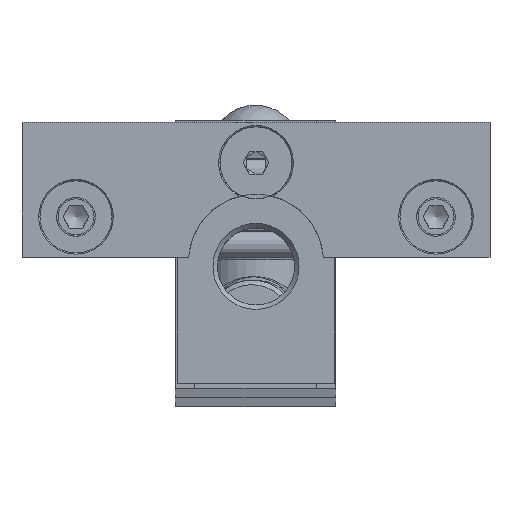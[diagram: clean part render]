
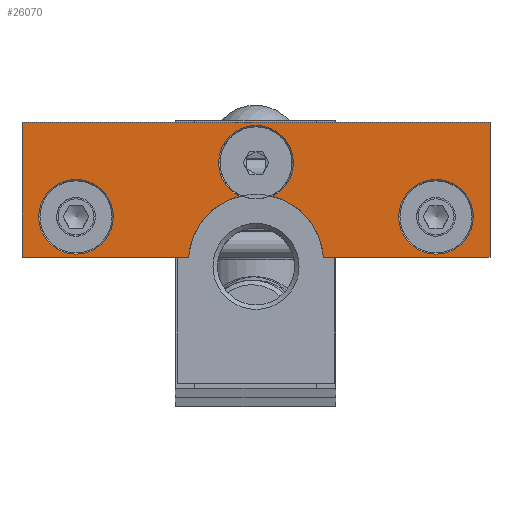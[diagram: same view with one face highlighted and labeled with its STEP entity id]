
A CAD part, top view. The second image highlights one B-rep face of the part: STEP entity #26070.
In plain terms, the highlighted planar face has unit normal (0, 0, 1).
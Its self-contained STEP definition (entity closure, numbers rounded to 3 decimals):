
#783=FACE_BOUND('',#6056,.T.);
#784=FACE_BOUND('',#6057,.T.);
#1271=PLANE('',#28668);
#1909=LINE('',#44893,#2898);
#1910=LINE('',#44895,#2899);
#1911=LINE('',#44897,#2900);
#1912=LINE('',#44899,#2901);
#1913=LINE('',#44900,#2902);
#2898=VECTOR('',#34494,10.);
#2899=VECTOR('',#34495,10.);
#2900=VECTOR('',#34496,10.);
#2901=VECTOR('',#34497,10.);
#2902=VECTOR('',#34498,10.);
#4666=FACE_OUTER_BOUND('',#6055,.T.);
#6055=EDGE_LOOP('',(#19328,#19329,#19330,#19331,#19332,#19333,#19334,#19335));
#6056=EDGE_LOOP('',(#19336));
#6057=EDGE_LOOP('',(#19337));
#8210=CIRCLE('',#28635,7.5);
#8212=CIRCLE('',#28637,7.5);
#8226=CIRCLE('',#28667,4.15);
#8227=CIRCLE('',#28669,4.15);
#8228=CIRCLE('',#28670,4.15);
#10816=VERTEX_POINT('',#44758);
#10817=VERTEX_POINT('',#44763);
#10820=VERTEX_POINT('',#44769);
#10821=VERTEX_POINT('',#44771);
#10857=VERTEX_POINT('',#44887);
#10858=VERTEX_POINT('',#44892);
#10859=VERTEX_POINT('',#44894);
#10860=VERTEX_POINT('',#44896);
#10861=VERTEX_POINT('',#44898);
#10862=VERTEX_POINT('',#44901);
#14085=EDGE_CURVE('',#10817,#10816,#8210,.T.);
#14089=EDGE_CURVE('',#10821,#10820,#8212,.T.);
#14136=EDGE_CURVE('',#10857,#10857,#8226,.T.);
#14138=EDGE_CURVE('',#10821,#10816,#8227,.T.);
#14139=EDGE_CURVE('',#10820,#10858,#1909,.T.);
#14140=EDGE_CURVE('',#10858,#10859,#1910,.T.);
#14141=EDGE_CURVE('',#10859,#10860,#1911,.T.);
#14142=EDGE_CURVE('',#10860,#10861,#1912,.T.);
#14143=EDGE_CURVE('',#10861,#10817,#1913,.T.);
#14144=EDGE_CURVE('',#10862,#10862,#8228,.T.);
#19328=ORIENTED_EDGE('',*,*,#14138,.F.);
#19329=ORIENTED_EDGE('',*,*,#14089,.T.);
#19330=ORIENTED_EDGE('',*,*,#14139,.T.);
#19331=ORIENTED_EDGE('',*,*,#14140,.T.);
#19332=ORIENTED_EDGE('',*,*,#14141,.T.);
#19333=ORIENTED_EDGE('',*,*,#14142,.T.);
#19334=ORIENTED_EDGE('',*,*,#14143,.T.);
#19335=ORIENTED_EDGE('',*,*,#14085,.T.);
#19336=ORIENTED_EDGE('',*,*,#14144,.F.);
#19337=ORIENTED_EDGE('',*,*,#14136,.F.);
#26070=ADVANCED_FACE('',(#4666,#783,#784),#1271,.T.);
#28635=AXIS2_PLACEMENT_3D('',#44764,#34396,#34397);
#28637=AXIS2_PLACEMENT_3D('',#44772,#34402,#34403);
#28667=AXIS2_PLACEMENT_3D('',#44888,#34487,#34488);
#28668=AXIS2_PLACEMENT_3D('',#44890,#34490,#34491);
#28669=AXIS2_PLACEMENT_3D('',#44891,#34492,#34493);
#28670=AXIS2_PLACEMENT_3D('',#44902,#34499,#34500);
#34396=DIRECTION('center_axis',(0.,0.,
-1.));
#34397=DIRECTION('ref_axis',(0.998,0.067,0.));
#34402=DIRECTION('center_axis',(0.,0.,
-1.));
#34403=DIRECTION('ref_axis',(0.998,0.067,0.));
#34487=DIRECTION('center_axis',(0.,0.,
1.));
#34488=DIRECTION('ref_axis',(-1.,0.,0.));
#34490=DIRECTION('center_axis',(0.,0.,
1.));
#34491=DIRECTION('ref_axis',(1.,0.,0.));
#34492=DIRECTION('center_axis',(0.,0.,
1.));
#34493=DIRECTION('ref_axis',(-1.,0.,0.));
#34494=DIRECTION('',(1.,0.,0.));
#34495=DIRECTION('',(0.,1.,0.));
#34496=DIRECTION('',(-1.,0.,0.));
#34497=DIRECTION('',(0.,-1.,0.));
#34498=DIRECTION('',(1.,0.,0.));
#34499=DIRECTION('center_axis',(0.,0.,
1.));
#34500=DIRECTION('ref_axis',(-1.,0.,0.));
#44758=CARTESIAN_POINT('',(-1.777,6.374,320.));
#44763=CARTESIAN_POINT('',(-7.433,-0.4,320.));
#44764=CARTESIAN_POINT('Origin',(0.05,-0.9,
320.));
#44769=CARTESIAN_POINT('',(7.533,-0.4,320.));
#44771=CARTESIAN_POINT('',(1.877,6.374,320.));
#44772=CARTESIAN_POINT('Origin',(0.05,-0.9,
320.));
#44887=CARTESIAN_POINT('',(24.2,4.1,320.));
#44888=CARTESIAN_POINT('Origin',(20.05,4.1,320.));
#44890=CARTESIAN_POINT('Origin',(0.05,7.549,320.));
#44891=CARTESIAN_POINT('Origin',(0.05,10.1,320.));
#44892=CARTESIAN_POINT('',(26.05,-0.4,320.));
#44893=CARTESIAN_POINT('',(26.05,-0.4,320.));
#44894=CARTESIAN_POINT('',(26.05,14.6,320.));
#44895=CARTESIAN_POINT('',(26.05,14.6,320.));
#44896=CARTESIAN_POINT('',(-25.95,14.6,320.));
#44897=CARTESIAN_POINT('',(-25.95,14.6,320.));
#44898=CARTESIAN_POINT('',(-25.95,-0.4,320.));
#44899=CARTESIAN_POINT('',(-25.95,-0.4,320.));
#44900=CARTESIAN_POINT('',(-7.433,-0.4,320.));
#44901=CARTESIAN_POINT('',(-15.8,4.1,320.));
#44902=CARTESIAN_POINT('Origin',(-19.95,4.1,320.));
